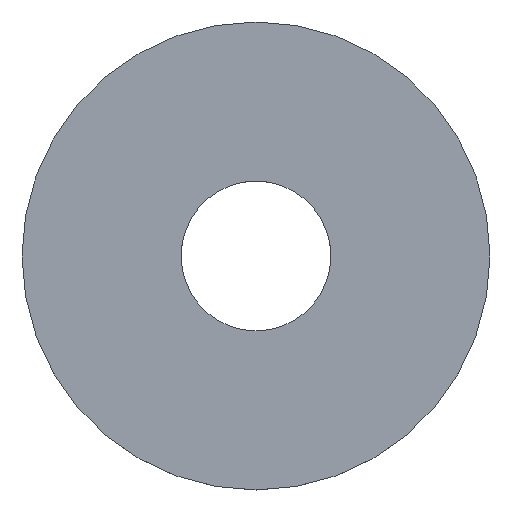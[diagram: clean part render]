
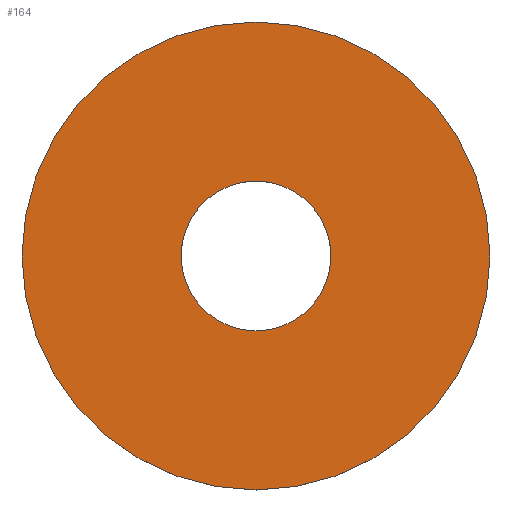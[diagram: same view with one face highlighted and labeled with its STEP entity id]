
A CAD part, top view. The second image highlights one B-rep face of the part: STEP entity #164.
In plain terms, the highlighted planar face has unit normal (0, 0, 1).
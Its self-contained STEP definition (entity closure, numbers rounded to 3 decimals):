
#3 = PLANE ( 'NONE',  #116 ) ;
#6 = ORIENTED_EDGE ( 'NONE', *, *, #151, .T. ) ;
#17 = DIRECTION ( 'NONE',  ( 0., 1., 0. ) ) ;
#18 = VERTEX_POINT ( 'NONE', #32 ) ;
#20 = ORIENTED_EDGE ( 'NONE', *, *, #137, .F. ) ;
#32 = CARTESIAN_POINT ( 'NONE',  ( 0., 12.5, 0.9 ) ) ;
#43 = DIRECTION ( 'NONE',  ( 0., 0., -1. ) ) ;
#54 = DIRECTION ( 'NONE',  ( 0., 0., 1. ) ) ;
#55 = CIRCLE ( 'NONE', #88, 4. ) ;
#64 = CIRCLE ( 'NONE', #121, 12.5 ) ;
#68 = CARTESIAN_POINT ( 'NONE',  ( 0., 4., 0.9 ) ) ;
#70 = FACE_OUTER_BOUND ( 'NONE', #145, .T. ) ;
#72 = EDGE_LOOP ( 'NONE', ( #6 ) ) ;
#76 = CARTESIAN_POINT ( 'NONE',  ( 0., 0., 0.9 ) ) ;
#84 = VERTEX_POINT ( 'NONE', #130 ) ;
#85 = FACE_BOUND ( 'NONE', #72, .T. ) ;
#88 = AXIS2_PLACEMENT_3D ( 'NONE', #158, #43, #17 ) ;
#114 = DIRECTION ( 'NONE',  ( 0., 0., -1. ) ) ;
#116 = AXIS2_PLACEMENT_3D ( 'NONE', #68, #54, #119 ) ;
#119 = DIRECTION ( 'NONE',  ( 0., -1., 0. ) ) ;
#121 = AXIS2_PLACEMENT_3D ( 'NONE', #76, #114, #144 ) ;
#130 = CARTESIAN_POINT ( 'NONE',  ( 0., 4., 0.9 ) ) ;
#137 = EDGE_CURVE ( 'NONE', #18, #18, #64, .T. ) ;
#144 = DIRECTION ( 'NONE',  ( 0., 1., 0. ) ) ;
#145 = EDGE_LOOP ( 'NONE', ( #20 ) ) ;
#151 = EDGE_CURVE ( 'NONE', #84, #84, #55, .T. ) ;
#158 = CARTESIAN_POINT ( 'NONE',  ( 0., 0., 0.9 ) ) ;
#164 = ADVANCED_FACE ( 'NONE', ( #85, #70 ), #3, .T. ) ;
